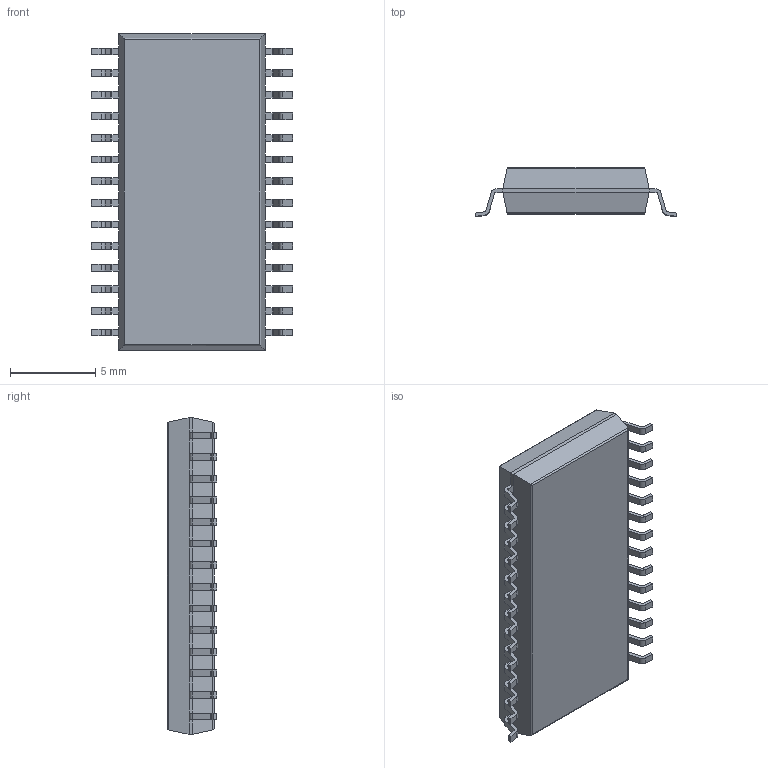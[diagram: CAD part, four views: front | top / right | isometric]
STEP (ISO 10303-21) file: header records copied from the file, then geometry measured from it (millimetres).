
FILE_DESCRIPTION (( 'STEP AP214' ), '1' );
FILE_NAME ('SOIC127P1180X275-28N 28 SOP DCW.step', '2011-02-16T09:05:57', ( 'iLLuSioN' ), ( 'Home' ), 'SwSTEP 2.0', 'SolidWorks 2009', '' );
FILE_SCHEMA (( 'AUTOMOTIVE_DESIGN' ));
Length unit declared in the file: millimetre
Products named in the file (1): SOIC127P1180X275-28N 28 SOP DCW
Bounding box: 11.86 x 2.9 x 18.6 mm (x, y, z)
Volume: 426.9 mm3; surface area: 523.9 mm2
Topology: 1 solids, 1 shells, 417 faces, 1114 edges, 700 vertices
Faces by surface type: plane 295, cylinder 122
Entity records: 17382 total; most frequent: CARTESIAN_POINT 2256, ORIENTED_EDGE 2228, DIRECTION 2170, EDGE_CURVE 1114, VECTOR 878, LINE 878, VERTEX_POINT 700, AXIS2_PLACEMENT_3D 646
